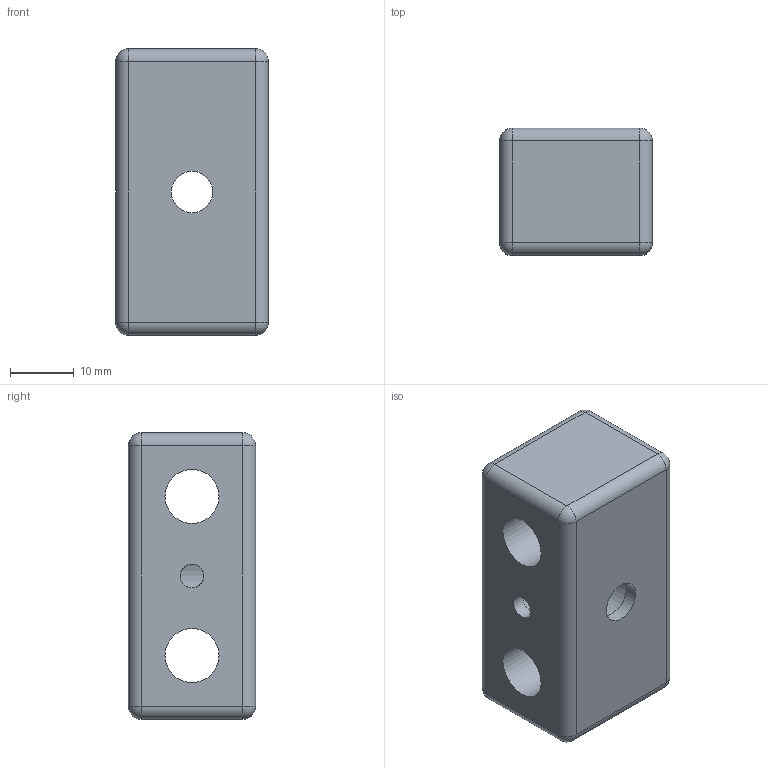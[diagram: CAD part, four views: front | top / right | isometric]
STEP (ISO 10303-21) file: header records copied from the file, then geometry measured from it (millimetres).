
FILE_DESCRIPTION(/* description */ (''),/* implementation_level */ '2;1');
FILE_NAME(/* name */ 'G003985-Soporte laser.stp',/* time_stamp */ '2015-02-12T19:14:58+01:00',/* author */ ('jnazabal'),/* organization */ (''),/* preprocessor_version */ 'ST-DEVELOPER v15.6',/* originating_system */ 'Autodesk Inventor 2015',/* authorisation */ '');
FILE_SCHEMA (('AUTOMOTIVE_DESIGN { 1 0 10303 214 3 1 1 }'));
Length unit declared in the file: millimetre
Products named in the file (1): G003985-Soporte laser
Bounding box: 24 x 20 x 45 mm (x, y, z)
Volume: 17105 mm3; surface area: 6373.5 mm2
Topology: 1 solids, 1 shells, 40 faces, 93 edges, 48 vertices
Faces by surface type: cylinder 18, plane 13, sphere 8, cone 1
Full cylindrical faces by diameter (mm): 3.7 x2, 6.5 x1, 8.5 x2, 8.8 x1
Entity records: 1095 total; most frequent: CARTESIAN_POINT 198, DIRECTION 194, ORIENTED_EDGE 154, EDGE_CURVE 77, AXIS2_PLACEMENT_3D 77, EDGE_LOOP 58, VERTEX_POINT 47, FACE_OUTER_BOUND 40
